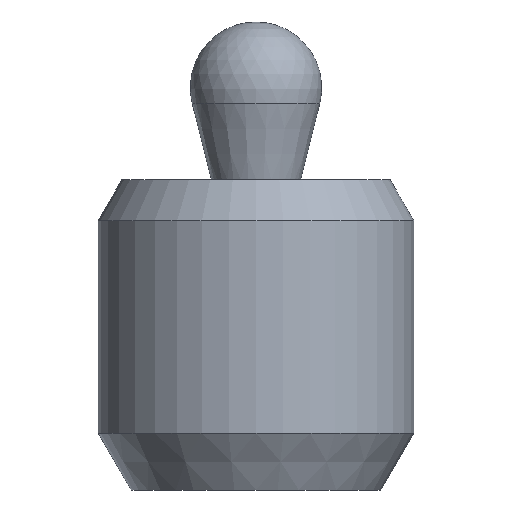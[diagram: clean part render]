
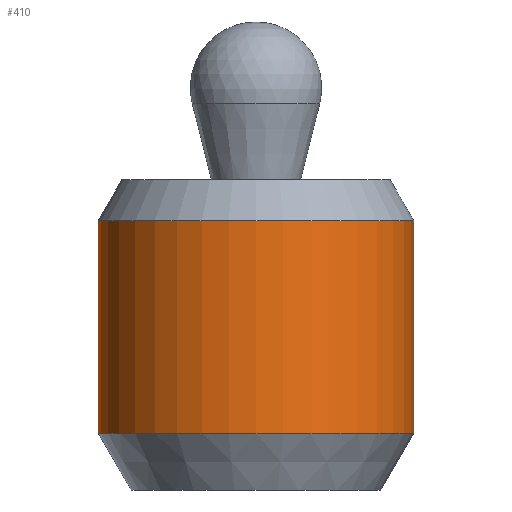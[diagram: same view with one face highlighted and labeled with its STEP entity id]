
A CAD part, front view. The second image highlights one B-rep face of the part: STEP entity #410.
In plain terms, the highlighted cylindrical face has radius 6 mm (diameter 12 mm), a partial arc.
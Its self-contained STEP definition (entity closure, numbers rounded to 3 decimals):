
#182=EDGE_CURVE('',#360,#208,#457,.T.);
#196=EDGE_CURVE('',#228,#208,#472,.T.);
#198=VERTEX_POINT('',#474);
#208=VERTEX_POINT('',#484);
#228=VERTEX_POINT('',#504);
#306=EDGE_CURVE('',#198,#228,#593,.T.);
#360=VERTEX_POINT('',#657);
#382=EDGE_CURVE('',#360,#198,#681,.T.);
#410=ADVANCED_FACE('',(#713),#714,.T.);
#457=CIRCLE('',#759,6.0);
#472=LINE('',#779,#780);
#474=CARTESIAN_POINT('',(-6.0,0.,-1.559));
#484=CARTESIAN_POINT('',(6.0,0.,-9.641));
#504=CARTESIAN_POINT('',(6.0,0.,-1.559));
#593=CIRCLE('',#937,6.0);
#657=CARTESIAN_POINT('',(-6.0,0.,-9.641));
#681=LINE('',#1045,#1046);
#713=FACE_OUTER_BOUND('',#1085,.T.);
#714=CYLINDRICAL_SURFACE('',#1086,6.0);
#759=AXIS2_PLACEMENT_3D('',#1129,#1130,#1131);
#779=CARTESIAN_POINT('',(6.0,0.,-6.679));
#780=VECTOR('',#1151,1.0);
#937=AXIS2_PLACEMENT_3D('',#1295,#1296,#1297);
#1045=CARTESIAN_POINT('',(-6.0,0.,-6.679));
#1046=VECTOR('',#1409,1.0);
#1085=EDGE_LOOP('',(#1439,#1440,#1441,#1442));
#1086=AXIS2_PLACEMENT_3D('',#1443,#1444,#1445);
#1129=CARTESIAN_POINT('',(0.,0.,-9.641));
#1130=DIRECTION('',(0.0,0.0,1.0));
#1131=DIRECTION('',(-1.0,0.,0.0));
#1151=DIRECTION('',(-0.0,-0.0,-1.0));
#1295=CARTESIAN_POINT('',(0.,0.,-1.559));
#1296=DIRECTION('',(0.0,0.0,1.0));
#1297=DIRECTION('',(-1.0,0.,0.0));
#1409=DIRECTION('',(0.0,0.0,1.0));
#1439=ORIENTED_EDGE('',*,*,#382,.F.);
#1440=ORIENTED_EDGE('',*,*,#182,.T.);
#1441=ORIENTED_EDGE('',*,*,#196,.F.);
#1442=ORIENTED_EDGE('',*,*,#306,.F.);
#1443=CARTESIAN_POINT('',(0.,0.,-6.679));
#1444=DIRECTION('',(-0.0,-0.0,-1.0));
#1445=DIRECTION('',(-1.0,0.,0.0));
